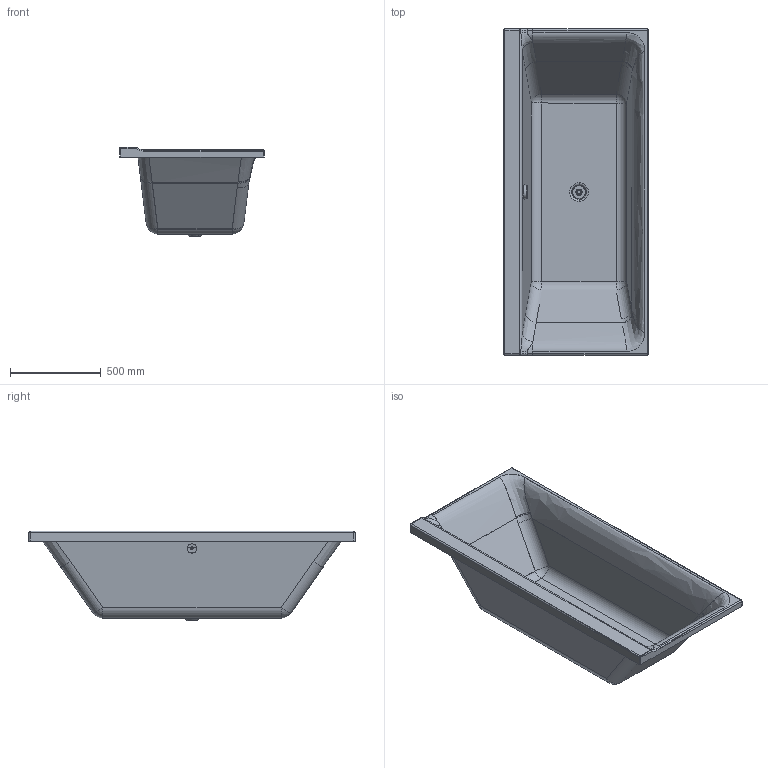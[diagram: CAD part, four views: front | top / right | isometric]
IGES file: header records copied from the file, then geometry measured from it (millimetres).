
Global section: file name: No Iges File Name specified; native system: Autodesk Inventor 2011; preprocessor: AutoDesk Inventor Iges Exporter R2011; author: Administrator; date: 20150619.144449; units: millimetre
Bounding box: 800.27 x 1800.12 x 495 mm (x, y, z)
Volume: 14537819.6 mm3; surface area: 5856190.9 mm2
Topology: 3 solids, 3 shells, 326 faces, 847 edges, 507 vertices
Faces by surface type: plane 115, revolution 94, bspline 54, cylinder 35, sphere 10, torus 10, cone 8
